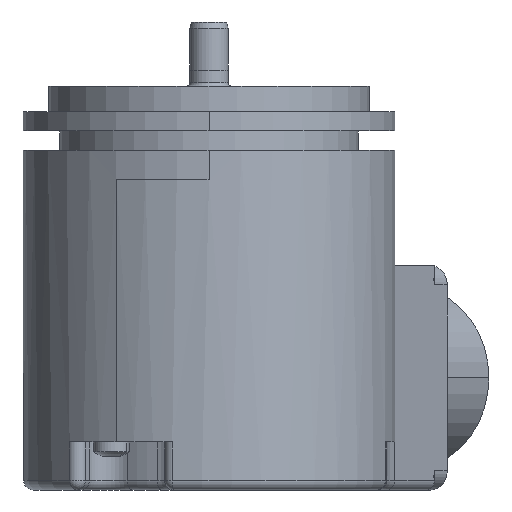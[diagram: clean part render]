
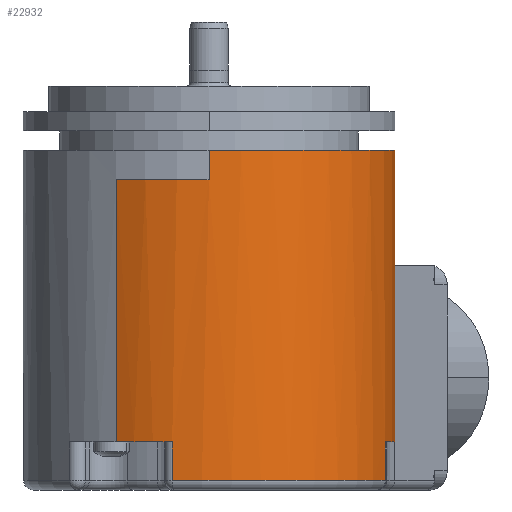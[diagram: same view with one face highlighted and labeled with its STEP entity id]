
A CAD part, left-side view. The second image highlights one B-rep face of the part: STEP entity #22932.
In plain terms, the highlighted cylindrical face has radius 29 mm (diameter 58 mm), a partial arc.
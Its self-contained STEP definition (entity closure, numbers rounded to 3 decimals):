
#3926=CARTESIAN_POINT('',(0.,0.,12.4));
#3927=DIRECTION('',(0.,0.,1.));
#3928=DIRECTION('',(-0.866,0.5,0.));
#3929=AXIS2_PLACEMENT_3D('',#3926,#3927,#3928);
#3931=DIRECTION('',(0.,0.,1.));
#3932=VECTOR('',#3931,4.6);
#3933=CARTESIAN_POINT('',(29.,0.,12.4));
#3934=LINE('',#3933,#3932);
#4017=CARTESIAN_POINT('',(0.,0.,12.4));
#4018=DIRECTION('',(0.,0.,1.));
#4019=DIRECTION('',(0.866,-0.5,0.));
#4020=AXIS2_PLACEMENT_3D('',#4017,#4018,#4019);
#4022=DIRECTION('',(0.,0.,-1.));
#4023=VECTOR('',#4022,13.4);
#4024=CARTESIAN_POINT('',(25.115,-14.5,12.4));
#4025=LINE('',#4024,#4023);
#4026=DIRECTION('',(0.,0.,-1.));
#4027=VECTOR('',#4026,40.9);
#4028=CARTESIAN_POINT('',(-25.115,14.5,12.4));
#4029=LINE('',#4028,#4027);
#4030=DIRECTION('',(0.,0.,1.));
#4031=VECTOR('',#4030,4.6);
#4032=CARTESIAN_POINT('',(-29.,0.,12.4));
#4033=LINE('',#4032,#4031);
#4050=CARTESIAN_POINT('',(0.,0.,-1.));
#4051=DIRECTION('',(0.,0.,1.));
#4052=DIRECTION('',(0.262,-0.965,0.));
#4053=AXIS2_PLACEMENT_3D('',#4050,#4051,#4052);
#8643=DIRECTION('',(0.,0.,1.));
#8644=VECTOR('',#8643,27.5);
#8645=CARTESIAN_POINT('',(7.584,-27.991,-28.5));
#8646=LINE('',#8645,#8644);
#8750=DIRECTION('',(0.,0.,-1.));
#8751=VECTOR('',#8750,6.);
#8752=CARTESIAN_POINT('',(-9.241,-27.488,-28.5));
#8753=LINE('',#8752,#8751);
#8768=CARTESIAN_POINT('',(0.,0.,-34.5));
#8769=DIRECTION('',(0.,0.,-1.));
#8770=DIRECTION('',(-0.319,-0.948,0.));
#8771=AXIS2_PLACEMENT_3D('',#8768,#8769,#8770);
#8802=DIRECTION('',(0.,0.,1.));
#8803=VECTOR('',#8802,6.);
#8804=CARTESIAN_POINT('',(-28.426,5.741,-34.5));
#8805=LINE('',#8804,#8803);
#9568=CARTESIAN_POINT('',(0.,0.,-28.5));
#9569=DIRECTION('',(0.,0.,1.));
#9570=DIRECTION('',(-0.866,0.5,0.));
#9571=AXIS2_PLACEMENT_3D('',#9568,#9569,#9570);
#10036=CARTESIAN_POINT('',(0.,0.,-28.5));
#10037=DIRECTION('',(0.,0.,1.));
#10038=DIRECTION('',(-0.319,-0.948,0.));
#10039=AXIS2_PLACEMENT_3D('',#10036,#10037,#10038);
#10496=CARTESIAN_POINT('',(0.,0.,17.));
#10497=DIRECTION('',(0.,0.,1.));
#10498=DIRECTION('',(-1.,0.,0.));
#10499=AXIS2_PLACEMENT_3D('',#10496,#10497,#10498);
#17856=CARTESIAN_POINT('',(29.,0.,17.));
#17857=CARTESIAN_POINT('',(-29.,0.,17.));
#17858=VERTEX_POINT('',#17856);
#17859=VERTEX_POINT('',#17857);
#18152=CARTESIAN_POINT('',(7.584,-27.991,-1.));
#18153=VERTEX_POINT('',#18152);
#18154=CARTESIAN_POINT('',(25.115,-14.5,-1.));
#18155=VERTEX_POINT('',#18154);
#18163=CARTESIAN_POINT('',(7.584,-27.991,-28.5));
#18165=VERTEX_POINT('',#18163);
#18176=CARTESIAN_POINT('',(-9.241,-27.488,-28.5));
#18177=VERTEX_POINT('',#18176);
#18178=CARTESIAN_POINT('',(-28.426,5.741,-28.5));
#18179=VERTEX_POINT('',#18178);
#18184=CARTESIAN_POINT('',(-25.115,14.5,-28.5));
#18185=VERTEX_POINT('',#18184);
#18248=CARTESIAN_POINT('',(-9.241,-27.488,-34.5));
#18249=CARTESIAN_POINT('',(-28.426,5.741,-34.5));
#18250=VERTEX_POINT('',#18248);
#18251=VERTEX_POINT('',#18249);
#18286=CARTESIAN_POINT('',(-25.115,14.5,12.4));
#18287=CARTESIAN_POINT('',(-29.,0.,12.4));
#18288=VERTEX_POINT('',#18286);
#18289=VERTEX_POINT('',#18287);
#18290=CARTESIAN_POINT('',(25.115,-14.5,12.4));
#18291=CARTESIAN_POINT('',(29.,0.,12.4));
#18292=VERTEX_POINT('',#18290);
#18293=VERTEX_POINT('',#18291);
#22903=CARTESIAN_POINT('',(0.,0.,0.));
#22904=DIRECTION('',(0.,0.,1.));
#22905=DIRECTION('',(1.,0.,0.));
#22906=AXIS2_PLACEMENT_3D('',#22903,#22904,#22905);
#22907=CYLINDRICAL_SURFACE('',#22906,29.);
#22908=ORIENTED_EDGE('',*,*,#22875,.F.);
#22909=ORIENTED_EDGE('',*,*,#22873,.T.);
#22911=ORIENTED_EDGE('',*,*,#22910,.F.);
#22913=ORIENTED_EDGE('',*,*,#22912,.F.);
#22915=ORIENTED_EDGE('',*,*,#22914,.F.);
#22917=ORIENTED_EDGE('',*,*,#22916,.T.);
#22919=ORIENTED_EDGE('',*,*,#22918,.T.);
#22921=ORIENTED_EDGE('',*,*,#22920,.T.);
#22923=ORIENTED_EDGE('',*,*,#22922,.F.);
#22924=ORIENTED_EDGE('',*,*,#22857,.F.);
#22925=ORIENTED_EDGE('',*,*,#22855,.T.);
#22926=ORIENTED_EDGE('',*,*,#22881,.T.);
#22928=ORIENTED_EDGE('',*,*,#22927,.T.);
#22929=ORIENTED_EDGE('',*,*,#22877,.F.);
#22930=EDGE_LOOP('',(#22908,#22909,#22911,#22913,#22915,#22917,#22919,#22921,
#22923,#22924,#22925,#22926,#22928,#22929));
#22931=FACE_OUTER_BOUND('',#22930,.F.);
#3930=CIRCLE('',#3929,29.);
#4021=CIRCLE('',#4020,29.);
#4054=CIRCLE('',#4053,29.);
#8772=CIRCLE('',#8771,29.);
#9572=CIRCLE('',#9571,29.);
#10040=CIRCLE('',#10039,29.);
#10500=CIRCLE('',#10499,29.);
#22855=EDGE_CURVE('',#18288,#18289,#3930,.T.);
#22857=EDGE_CURVE('',#18288,#18185,#4029,.T.);
#22873=EDGE_CURVE('',#18292,#18155,#4025,.T.);
#22875=EDGE_CURVE('',#18292,#18293,#4021,.T.);
#22877=EDGE_CURVE('',#18293,#17858,#3934,.T.);
#22881=EDGE_CURVE('',#18289,#17859,#4033,.T.);
#22910=EDGE_CURVE('',#18153,#18155,#4054,.T.);
#22912=EDGE_CURVE('',#18165,#18153,#8646,.T.);
#22914=EDGE_CURVE('',#18177,#18165,#10040,.T.);
#22916=EDGE_CURVE('',#18177,#18250,#8753,.T.);
#22918=EDGE_CURVE('',#18250,#18251,#8772,.T.);
#22920=EDGE_CURVE('',#18251,#18179,#8805,.T.);
#22922=EDGE_CURVE('',#18185,#18179,#9572,.T.);
#22927=EDGE_CURVE('',#17859,#17858,#10500,.T.);
#22932=ADVANCED_FACE('',(#22931),#22907,.T.);
